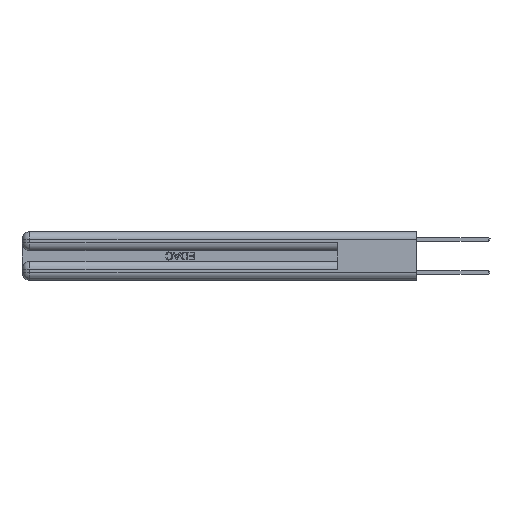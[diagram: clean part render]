
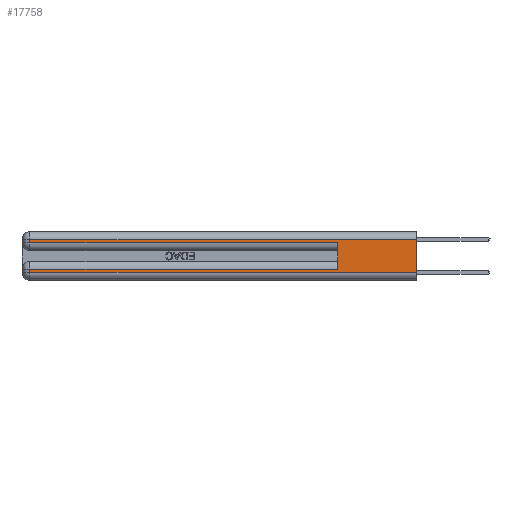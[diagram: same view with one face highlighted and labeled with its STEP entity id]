
A CAD part, left-side view. The second image highlights one B-rep face of the part: STEP entity #17758.
In plain terms, the highlighted planar face has unit normal (-1, 0, 0).
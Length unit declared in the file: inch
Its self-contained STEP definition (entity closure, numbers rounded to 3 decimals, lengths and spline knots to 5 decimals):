
#550 = EDGE_CURVE ( 'NONE', #27871, #10039, #24332, .T. ) ;
#561 = DIRECTION ( 'NONE',  ( 0., 0., -1. ) ) ;
#1542 = CARTESIAN_POINT ( 'NONE',  ( 0., 2.94, 0.37 ) ) ;
#2081 = VECTOR ( 'NONE', #561, 39.37008 ) ;
#2391 = CARTESIAN_POINT ( 'NONE',  ( 0., 2.94, 0.285 ) ) ;
#3767 = VECTOR ( 'NONE', #6814, 39.37008 ) ;
#4103 = VERTEX_POINT ( 'NONE', #10518 ) ;
#4130 = EDGE_LOOP ( 'NONE', ( #34497, #9398, #4133, #10280, #18662, #14348, #23241, #22518 ) ) ;
#4133 = ORIENTED_EDGE ( 'NONE', *, *, #31436, .T. ) ;
#4418 = EDGE_CURVE ( 'NONE', #7596, #27871, #29902, .T. ) ;
#5338 = AXIS2_PLACEMENT_3D ( 'NONE', #6032, #30916, #19505 ) ;
#6032 = CARTESIAN_POINT ( 'NONE',  ( 0., 0., 0.37 ) ) ;
#6094 = CARTESIAN_POINT ( 'NONE',  ( 0., 0., 0.06 ) ) ;
#6814 = DIRECTION ( 'NONE',  ( 0., -1., 0. ) ) ;
#7596 = VERTEX_POINT ( 'NONE', #14330 ) ;
#8117 = CARTESIAN_POINT ( 'NONE',  ( 0., 0.6, 0.145 ) ) ;
#8350 = PLANE ( 'NONE',  #5338 ) ;
#9025 = CARTESIAN_POINT ( 'NONE',  ( 0., 2.94, 0.37 ) ) ;
#9398 = ORIENTED_EDGE ( 'NONE', *, *, #17033, .T. ) ;
#10039 = VERTEX_POINT ( 'NONE', #28839 ) ;
#10062 = CARTESIAN_POINT ( 'NONE',  ( 0., 0.6, 0.085 ) ) ;
#10070 = EDGE_CURVE ( 'NONE', #19714, #7596, #34996, .T. ) ;
#10280 = ORIENTED_EDGE ( 'NONE', *, *, #19164, .T. ) ;
#10518 = CARTESIAN_POINT ( 'NONE',  ( 0., 0.6, 0.285 ) ) ;
#10612 = VECTOR ( 'NONE', #27491, 39.37008 ) ;
#12001 = CARTESIAN_POINT ( 'NONE',  ( 0., 2.94, 0.06 ) ) ;
#12606 = EDGE_CURVE ( 'NONE', #19714, #4103, #18016, .T. ) ;
#14330 = CARTESIAN_POINT ( 'NONE',  ( 0., 2.94, 0.085 ) ) ;
#14348 = ORIENTED_EDGE ( 'NONE', *, *, #10070, .T. ) ;
#16091 = VERTEX_POINT ( 'NONE', #22911 ) ;
#17033 = EDGE_CURVE ( 'NONE', #19521, #16091, #17772, .T. ) ;
#17264 = LINE ( 'NONE', #9025, #2081 ) ;
#17758 = ADVANCED_FACE ( 'NONE', ( #31482 ), #8350, .F. ) ;
#17772 = LINE ( 'NONE', #29461, #18663 ) ;
#17910 = DIRECTION ( 'NONE',  ( 0., 0., -1. ) ) ;
#18016 = LINE ( 'NONE', #8117, #10612 ) ;
#18662 = ORIENTED_EDGE ( 'NONE', *, *, #12606, .F. ) ;
#18663 = VECTOR ( 'NONE', #34877, 39.37008 ) ;
#19164 = EDGE_CURVE ( 'NONE', #34503, #4103, #26739, .T. ) ;
#19505 = DIRECTION ( 'NONE',  ( 0., 0., -1. ) ) ;
#19521 = VERTEX_POINT ( 'NONE', #28226 ) ;
#19714 = VERTEX_POINT ( 'NONE', #10062 ) ;
#19859 = VECTOR ( 'NONE', #32581, 39.37008 ) ;
#22458 = DIRECTION ( 'NONE',  ( 0., -1., 0. ) ) ;
#22518 = ORIENTED_EDGE ( 'NONE', *, *, #550, .T. ) ;
#22911 = CARTESIAN_POINT ( 'NONE',  ( 0., 2.94, 0.31 ) ) ;
#23155 = EDGE_CURVE ( 'NONE', #19521, #10039, #31437, .T. ) ;
#23241 = ORIENTED_EDGE ( 'NONE', *, *, #4418, .T. ) ;
#24332 = LINE ( 'NONE', #6094, #32928 ) ;
#24730 = CARTESIAN_POINT ( 'NONE',  ( 0., 0., 0.085 ) ) ;
#26093 = CARTESIAN_POINT ( 'NONE',  ( 0., 0., 0.285 ) ) ;
#26739 = LINE ( 'NONE', #26093, #3767 ) ;
#27139 = DIRECTION ( 'NONE',  ( 0., 1., 0. ) ) ;
#27491 = DIRECTION ( 'NONE',  ( 0., 0., 1. ) ) ;
#27684 = VECTOR ( 'NONE', #27139, 39.37008 ) ;
#27871 = VERTEX_POINT ( 'NONE', #12001 ) ;
#28186 = VECTOR ( 'NONE', #17910, 39.37008 ) ;
#28226 = CARTESIAN_POINT ( 'NONE',  ( 0., 0., 0.31 ) ) ;
#28839 = CARTESIAN_POINT ( 'NONE',  ( 0., 0., 0.06 ) ) ;
#29461 = CARTESIAN_POINT ( 'NONE',  ( 0., 0., 0.31 ) ) ;
#29902 = LINE ( 'NONE', #1542, #28186 ) ;
#30916 = DIRECTION ( 'NONE',  ( 1., 0., 0. ) ) ;
#31436 = EDGE_CURVE ( 'NONE', #16091, #34503, #17264, .T. ) ;
#31437 = LINE ( 'NONE', #32473, #19859 ) ;
#31482 = FACE_OUTER_BOUND ( 'NONE', #4130, .T. ) ;
#32473 = CARTESIAN_POINT ( 'NONE',  ( 0., 0., 0.37 ) ) ;
#32581 = DIRECTION ( 'NONE',  ( 0., 0., -1. ) ) ;
#32928 = VECTOR ( 'NONE', #22458, 39.37008 ) ;
#34497 = ORIENTED_EDGE ( 'NONE', *, *, #23155, .F. ) ;
#34503 = VERTEX_POINT ( 'NONE', #2391 ) ;
#34877 = DIRECTION ( 'NONE',  ( 0., 1., 0. ) ) ;
#34996 = LINE ( 'NONE', #24730, #27684 ) ;
